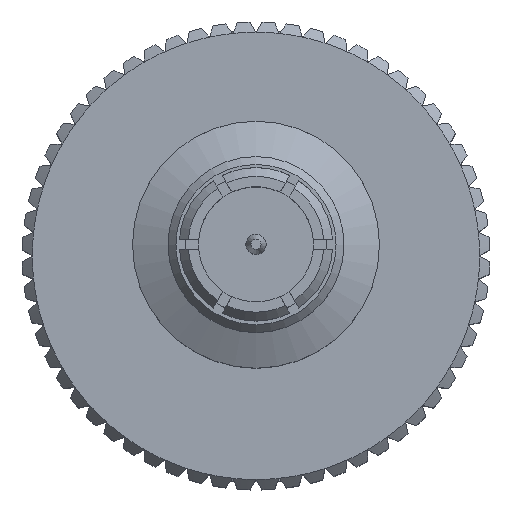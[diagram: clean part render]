
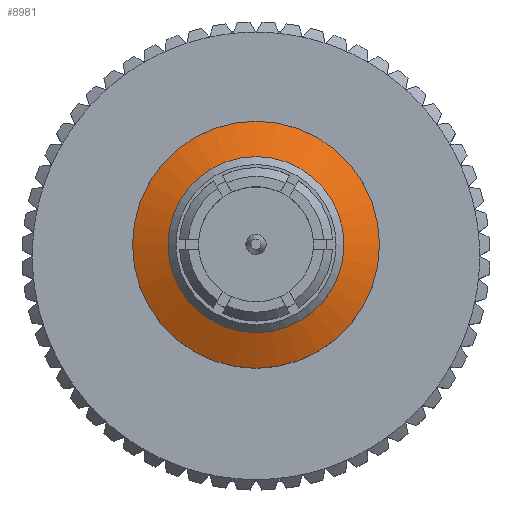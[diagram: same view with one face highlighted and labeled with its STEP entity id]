
A CAD part, top view. The second image highlights one B-rep face of the part: STEP entity #8981.
In plain terms, the highlighted conical face has half-angle 65 degrees and reference radius 3.035 mm.
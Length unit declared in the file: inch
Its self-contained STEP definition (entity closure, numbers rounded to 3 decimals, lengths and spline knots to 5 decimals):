
#278 = AXIS2_PLACEMENT_3D ( 'NONE', #5256, #1991, #6206 ) ;
#694 = CARTESIAN_POINT ( 'NONE',  ( 0.22841, 0., 0.1195 ) ) ;
#834 = VERTEX_POINT ( 'NONE', #694 ) ;
#837 = DIRECTION ( 'NONE',  ( 0., 0., -1. ) ) ;
#1991 = DIRECTION ( 'NONE',  ( -1., 0., 0. ) ) ;
#2296 = CARTESIAN_POINT ( 'NONE',  ( 0.22841, 0., 0. ) ) ;
#3016 = DIRECTION ( 'NONE',  ( 0., 0., 1. ) ) ;
#3474 = ORIENTED_EDGE ( 'NONE', *, *, #11272, .T. ) ;
#4023 = FACE_BOUND ( 'NONE', #4436, .T. ) ;
#4087 = CARTESIAN_POINT ( 'NONE',  ( 0.21239, 0., 0.08515 ) ) ;
#4436 = EDGE_LOOP ( 'NONE', ( #12824 ) ) ;
#5106 = DIRECTION ( 'NONE',  ( -1., 0., 0. ) ) ;
#5256 = CARTESIAN_POINT ( 'NONE',  ( 0.21239, 0., 0. ) ) ;
#5494 = EDGE_LOOP ( 'NONE', ( #3474 ) ) ;
#5835 = CARTESIAN_POINT ( 'NONE',  ( 0.22841, 0., 0. ) ) ;
#6206 = DIRECTION ( 'NONE',  ( 0., 0., 1. ) ) ;
#6464 = CIRCLE ( 'NONE', #7778, 0.1195 ) ;
#6555 = CONICAL_SURFACE ( 'NONE', #9416, 0.1195, 1.134 ) ;
#7778 = AXIS2_PLACEMENT_3D ( 'NONE', #2296, #5106, #3016 ) ;
#8981 = ADVANCED_FACE ( 'NONE', ( #4023, #8990 ), #6555, .T. ) ;
#8990 = FACE_OUTER_BOUND ( 'NONE', #5494, .T. ) ;
#9121 = VERTEX_POINT ( 'NONE', #4087 ) ;
#9416 = AXIS2_PLACEMENT_3D ( 'NONE', #5835, #11317, #837 ) ;
#11036 = EDGE_CURVE ( 'NONE', #9121, #9121, #11965, .T. ) ;
#11272 = EDGE_CURVE ( 'NONE', #834, #834, #6464, .T. ) ;
#11317 = DIRECTION ( 'NONE',  ( 1., 0., 0. ) ) ;
#11965 = CIRCLE ( 'NONE', #278, 0.08515 ) ;
#12824 = ORIENTED_EDGE ( 'NONE', *, *, #11036, .F. ) ;
